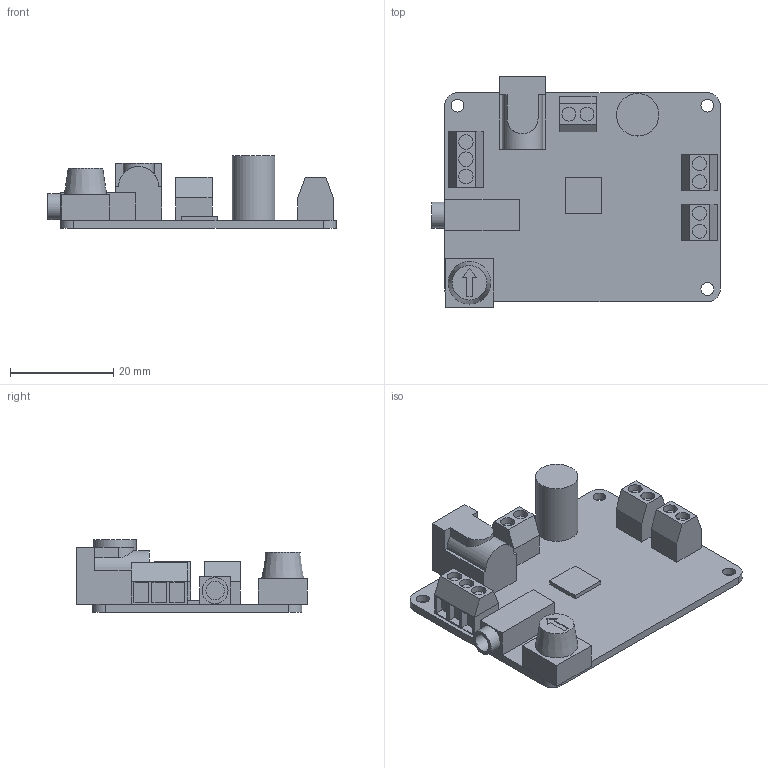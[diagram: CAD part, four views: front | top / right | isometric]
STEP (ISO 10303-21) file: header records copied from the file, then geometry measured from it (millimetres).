
FILE_DESCRIPTION(/* description */ (''),/* implementation_level */ '2;1');
FILE_NAME(/* name */ 'adafruit_MAX9744 v3.step',/* time_stamp */ '2021-02-24T14:30:58-05:00',/* author */ (''),/* organization */ (''),/* preprocessor_version */ 'ST-DEVELOPER v18.1',/* originating_system */ 'Autodesk Translation Framework v9.7.1.1290',/* authorisation */ '');
FILE_SCHEMA (('AUTOMOTIVE_DESIGN { 1 0 10303 214 3 1 1 }'));
Length unit declared in the file: millimetre
Products named in the file (11): adafruit_MAX9744; Board; 2pin_terminal_1; 2pin_terminal_2; Capacitor; Power_connector; Audio_jack; 3pin_terminal; POT_vol; 2pin_terminal_3; CPU
Assembly tree (10 placements, depth 2):
  adafruit_MAX9744
    Board
    2pin_terminal_1
    2pin_terminal_2
    Capacitor
    Power_connector
    Audio_jack
    3pin_terminal
    POT_vol
    2pin_terminal_3
    CPU
Bounding box: 55.98 x 44.75 x 14.06 mm (x, y, z)
Volume: 7483 mm3; surface area: 8761.4 mm2
Topology: 10 solids, 10 shells, 164 faces, 359 edges, 238 vertices
Faces by surface type: plane 138, cylinder 24, sphere 1, cone 1
Full cylindrical faces by diameter (mm): 1.5 x1, 2.5 x4, 2.7 x6, 2.82 x3, 3.57 x1, 5.04 x1, 6.4 x1, 8.25 x1
Entity records: 4814 total; most frequent: CARTESIAN_POINT 802, DIRECTION 779, ORIENTED_EDGE 716, EDGE_CURVE 358, LINE 305, VECTOR 305, VERTEX_POINT 238, AXIS2_PLACEMENT_3D 237
